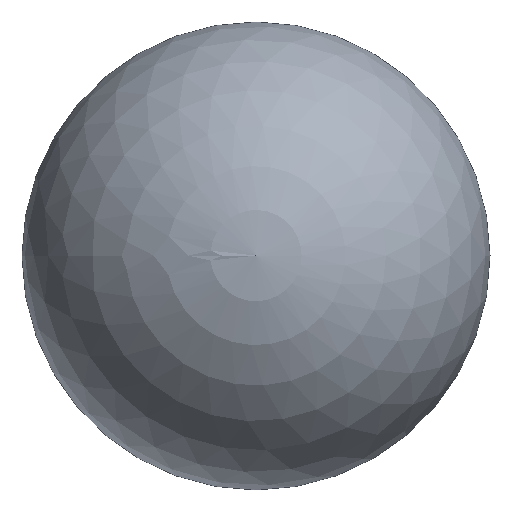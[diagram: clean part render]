
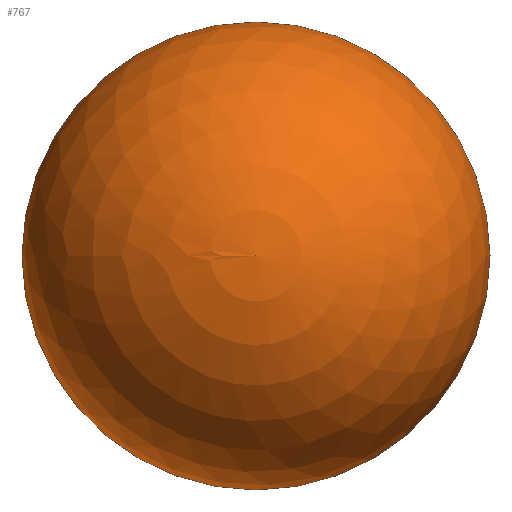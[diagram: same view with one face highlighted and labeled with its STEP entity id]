
A CAD part, top view. The second image highlights one B-rep face of the part: STEP entity #767.
In plain terms, the highlighted spherical face has radius 150 mm.
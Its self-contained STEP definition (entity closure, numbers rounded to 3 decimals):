
#192 = DIRECTION ( 'NONE',  ( -1., 0., 0. ) ) ;
#246 = VERTEX_POINT ( 'NONE', #10373 ) ;
#671 = DIRECTION ( 'NONE',  ( -1., 0., 0. ) ) ;
#767 = ADVANCED_FACE ( 'NONE', ( #7950 ), #6185, .T. ) ;
#1390 = AXIS2_PLACEMENT_3D ( 'NONE', #1531, #5598, #671 ) ;
#1531 = CARTESIAN_POINT ( 'NONE',  ( 0., 0., 0. ) ) ;
#1756 = CARTESIAN_POINT ( 'NONE',  ( -150., 0., 0. ) ) ;
#1838 = CIRCLE ( 'NONE', #1390, 150. ) ;
#1894 = ORIENTED_EDGE ( 'NONE', *, *, #7418, .F. ) ;
#2207 = VERTEX_POINT ( 'NONE', #1756 ) ;
#2349 = EDGE_CURVE ( 'NONE', #2207, #246, #1838, .T. ) ;
#2793 = DIRECTION ( 'NONE',  ( 0., 0., 1. ) ) ;
#3451 = DIRECTION ( 'NONE',  ( 0., 0., -1. ) ) ;
#5100 = CARTESIAN_POINT ( 'NONE',  ( 0., 0., 0. ) ) ;
#5598 = DIRECTION ( 'NONE',  ( 0., 0., -1. ) ) ;
#6090 = CARTESIAN_POINT ( 'NONE',  ( 0., 0., 0. ) ) ;
#6185 = SPHERICAL_SURFACE ( 'NONE', #9748, 150. ) ;
#7418 = EDGE_CURVE ( 'NONE', #246, #2207, #10401, .T. ) ;
#7950 = FACE_OUTER_BOUND ( 'NONE', #8891, .T. ) ;
#8472 = DIRECTION ( 'NONE',  ( -1., 0., 0. ) ) ;
#8680 = ORIENTED_EDGE ( 'NONE', *, *, #2349, .F. ) ;
#8891 = EDGE_LOOP ( 'NONE', ( #8680, #1894 ) ) ;
#9748 = AXIS2_PLACEMENT_3D ( 'NONE', #6090, #2793, #8472 ) ;
#10373 = CARTESIAN_POINT ( 'NONE',  ( 150., 0., 0. ) ) ;
#10401 = CIRCLE ( 'NONE', #10409, 150. ) ;
#10409 = AXIS2_PLACEMENT_3D ( 'NONE', #5100, #3451, #192 ) ;
